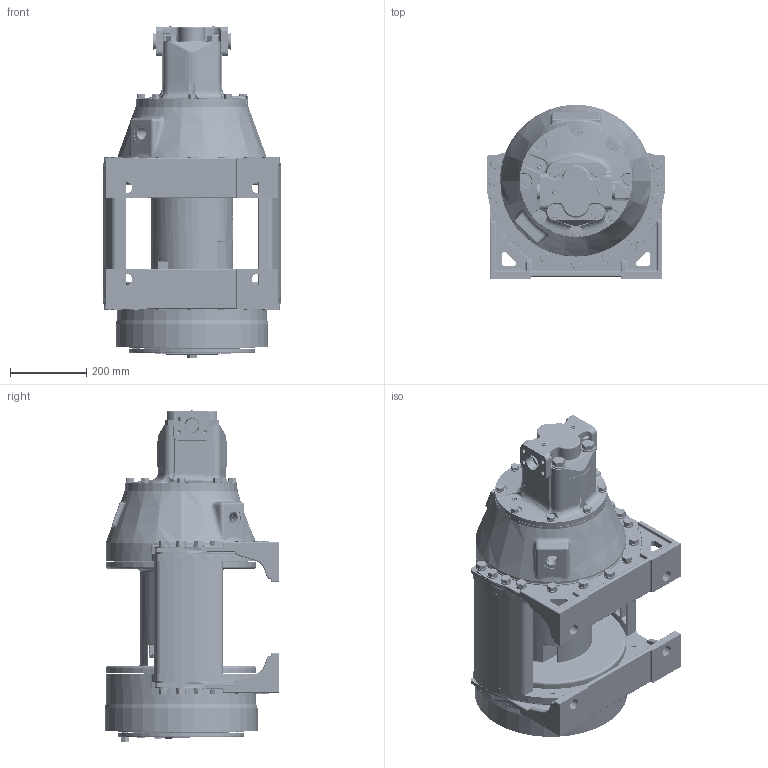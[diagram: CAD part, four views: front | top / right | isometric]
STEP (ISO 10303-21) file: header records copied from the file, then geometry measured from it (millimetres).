
FILE_DESCRIPTION((''),'2;1');
FILE_NAME('TWG-TEMP','2020-10-11T19:25:49',('Administrator'),(''),'CREO PARAMETRIC BY PTC INC, 2019030','CREO PARAMETRIC BY PTC INC, 2019030','');
FILE_SCHEMA(('AUTOMOTIVE_DESIGN { 1 0 10303 214 1 1 1 1 }'));
Length unit declared in the file: inch
Products named in the file (1): TWG-TEMP
Bounding box: 468.31 x 457.2 x 868.69 mm (x, y, z)
Volume: 523.6 mm3; surface area: 3886003.3 mm2
Topology: 1 solids, 204 shells, 4389 faces, 13996 edges, 9495 vertices
Faces by surface type: plane 1664, cylinder 1124, cone 445, torus 387, bspline 375, extrusion 318, sphere 76
Entity records: 236458 total; most frequent: CARTESIAN_POINT 90750, ORIENTED_EDGE 23262, DIRECTION 20670, EDGE_CURVE 13815, VERTEX_POINT 9495, AXIS2_PLACEMENT_3D 6967, VECTOR 6733, LINE 6415
